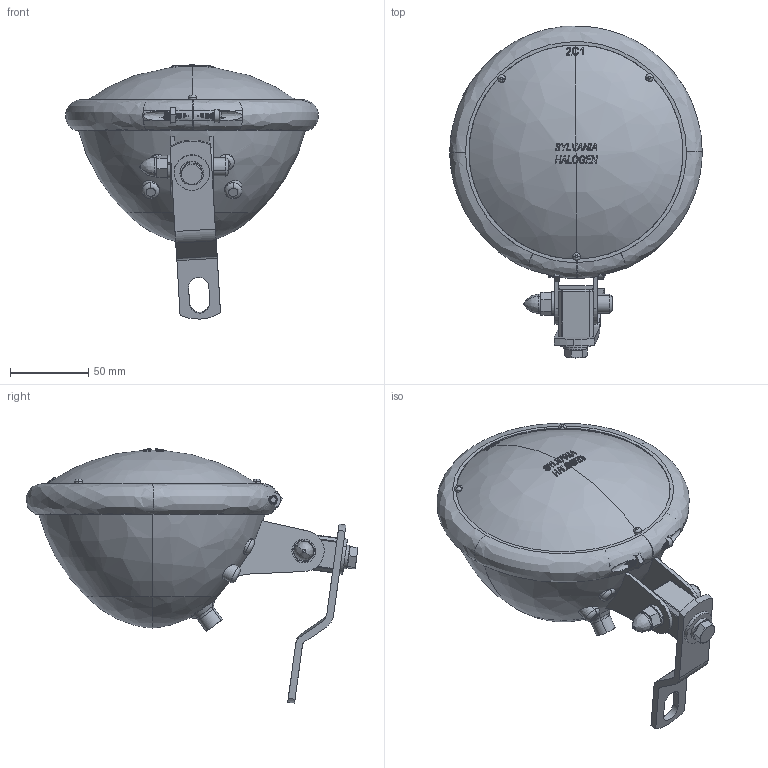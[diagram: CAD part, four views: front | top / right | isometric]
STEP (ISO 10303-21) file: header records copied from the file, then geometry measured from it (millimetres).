
FILE_DESCRIPTION(('FreeCAD Model'),'2;1');
FILE_NAME('Open CASCADE Shape Model','2025-04-17T10:07:28',('FreeCAD'),( 'FreeCAD'),'Open CASCADE STEP processor 7.6','FreeCAD','Unknown');
FILE_SCHEMA(('AUTOMOTIVE_DESIGN { 1 0 10303 214 1 1 1 1 }'));
Products named in the file (1): Open CASCADE STEP translator 7.6 1
Bounding box: 161.25 x 211.72 x 162.1 mm (x, y, z)
Volume: 230513.3 mm3; surface area: 234925.4 mm2
Topology: 34 solids, 34 shells, 3285 faces, 8040 edges, 5208 vertices
Faces by surface type: bspline 3285
Entity records: 188963 total; most frequent: CARTESIAN_POINT 140754, ORIENTED_EDGE 16032, EDGE_CURVE 8016, B_SPLINE_CURVE_WITH_KNOTS 6166, VERTEX_POINT 5208, FACE_BOUND 3738, EDGE_LOOP 3738, ADVANCED_FACE 3285
